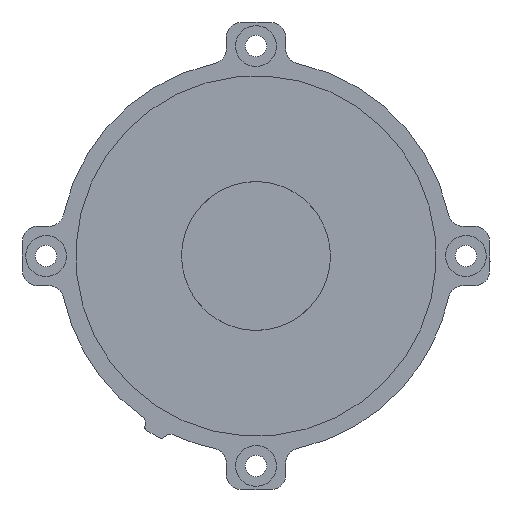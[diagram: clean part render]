
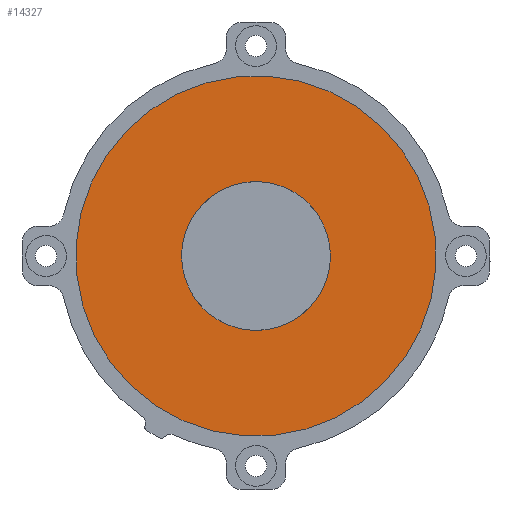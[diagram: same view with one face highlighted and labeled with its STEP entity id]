
A CAD part, left-side view. The second image highlights one B-rep face of the part: STEP entity #14327.
In plain terms, the highlighted planar face has unit normal (-1, 0, 0).
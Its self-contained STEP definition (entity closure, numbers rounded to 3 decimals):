
#185 = DIRECTION ( 'NONE',  ( 1., 0., 0. ) ) ;
#390 = DIRECTION ( 'NONE',  ( 1., 0., 0. ) ) ;
#584 = AXIS2_PLACEMENT_3D ( 'NONE', #11489, #3894, #12783 ) ;
#842 = CARTESIAN_POINT ( 'NONE',  ( 323.5, 464., 0. ) ) ;
#1214 = VERTEX_POINT ( 'NONE', #12369 ) ;
#1323 = EDGE_LOOP ( 'NONE', ( #5337, #2934 ) ) ;
#1780 = EDGE_CURVE ( 'NONE', #15643, #11259, #8731, .T. ) ;
#2128 = DIRECTION ( 'NONE',  ( 0., -0.83, -0.558 ) ) ;
#2934 = ORIENTED_EDGE ( 'NONE', *, *, #1780, .F. ) ;
#3095 = EDGE_LOOP ( 'NONE', ( #14676, #7866 ) ) ;
#3845 = PLANE ( 'NONE',  #584 ) ;
#3894 = DIRECTION ( 'NONE',  ( -1., 0., 0. ) ) ;
#3980 = CARTESIAN_POINT ( 'NONE',  ( 323.5, 443.871, -13.523 ) ) ;
#4371 = DIRECTION ( 'NONE',  ( 1., 0., 0. ) ) ;
#5119 = CARTESIAN_POINT ( 'NONE',  ( 323.5, 464., 0. ) ) ;
#5136 = VERTEX_POINT ( 'NONE', #13445 ) ;
#5337 = ORIENTED_EDGE ( 'NONE', *, *, #12053, .F. ) ;
#6623 = AXIS2_PLACEMENT_3D ( 'NONE', #11972, #4371, #13283 ) ;
#6821 = CIRCLE ( 'NONE', #9441, 10. ) ;
#7344 = AXIS2_PLACEMENT_3D ( 'NONE', #5119, #390, #14619 ) ;
#7771 = CARTESIAN_POINT ( 'NONE',  ( 323.5, 464., 0. ) ) ;
#7866 = ORIENTED_EDGE ( 'NONE', *, *, #15359, .T. ) ;
#8731 = CIRCLE ( 'NONE', #7344, 24.25 ) ;
#9067 = DIRECTION ( 'NONE',  ( 0., -0.83, -0.558 ) ) ;
#9441 = AXIS2_PLACEMENT_3D ( 'NONE', #842, #9756, #2128 ) ;
#9756 = DIRECTION ( 'NONE',  ( 1., 0., 0. ) ) ;
#9994 = FACE_OUTER_BOUND ( 'NONE', #1323, .T. ) ;
#11259 = VERTEX_POINT ( 'NONE', #3980 ) ;
#11489 = CARTESIAN_POINT ( 'NONE',  ( 323.5, 439.459, 24.541 ) ) ;
#11495 = EDGE_CURVE ( 'NONE', #5136, #1214, #12792, .T. ) ;
#11972 = CARTESIAN_POINT ( 'NONE',  ( 323.5, 464., 0. ) ) ;
#12053 = EDGE_CURVE ( 'NONE', #11259, #15643, #14147, .T. ) ;
#12369 = CARTESIAN_POINT ( 'NONE',  ( 323.5, 472.301, 5.576 ) ) ;
#12783 = DIRECTION ( 'NONE',  ( 0., 0.83, 0.558 ) ) ;
#12792 = CIRCLE ( 'NONE', #14757, 10. ) ;
#13283 = DIRECTION ( 'NONE',  ( 0., -0.83, -0.558 ) ) ;
#13354 = FACE_BOUND ( 'NONE', #3095, .T. ) ;
#13445 = CARTESIAN_POINT ( 'NONE',  ( 323.5, 455.699, -5.576 ) ) ;
#14147 = CIRCLE ( 'NONE', #6623, 24.25 ) ;
#14327 = ADVANCED_FACE ( 'NONE', ( #9994, #13354 ), #3845, .T. ) ;
#14619 = DIRECTION ( 'NONE',  ( 0., -0.83, -0.558 ) ) ;
#14676 = ORIENTED_EDGE ( 'NONE', *, *, #11495, .T. ) ;
#14732 = CARTESIAN_POINT ( 'NONE',  ( 323.5, 484.129, 13.523 ) ) ;
#14757 = AXIS2_PLACEMENT_3D ( 'NONE', #7771, #185, #9067 ) ;
#15359 = EDGE_CURVE ( 'NONE', #1214, #5136, #6821, .T. ) ;
#15643 = VERTEX_POINT ( 'NONE', #14732 ) ;
